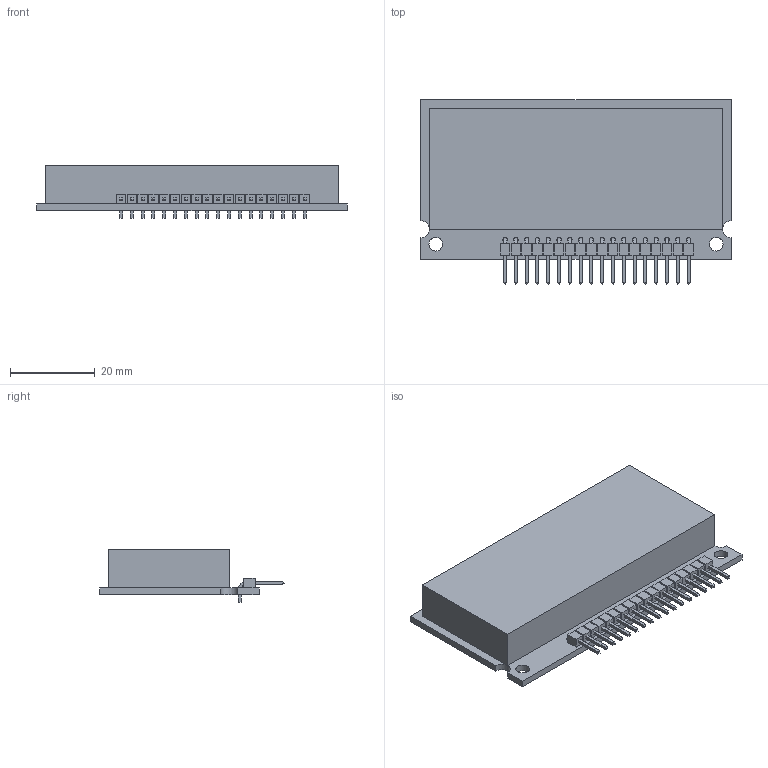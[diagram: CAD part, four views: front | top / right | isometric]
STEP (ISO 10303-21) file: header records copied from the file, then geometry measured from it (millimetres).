
FILE_DESCRIPTION(/* description */ ('Alibre Inc.'),/* implementation_level */ '2;1');
FILE_NAME(/* name */ 'export0',/* time_stamp */ '2016-06-23T12:15:17+02:00',/* author */ (''),/* organization */ (''),/* preprocessor_version */ 'ST-DEVELOPER v14',/* originating_system */ 'Alibre',/* authorisation */ '');
FILE_SCHEMA (('AUTOMOTIVE_DESIGN'));
Length unit declared in the file: centimetre
Bounding box: 73 x 43.43 x 12.38 mm (x, y, z)
Volume: 22360.2 mm3; surface area: 12974.6 mm2
Topology: 38 solids, 38 shells, 396 faces, 870 edges, 550 vertices
Faces by surface type: plane 320, cylinder 76
Full cylindrical faces by diameter (mm): 1.016 x36, 3.2 x2
Entity records: 2554 total; most frequent: DIRECTION 439, CARTESIAN_POINT 394, ORIENTED_EDGE 304, AXIS2_PLACEMENT_3D 201, EDGE_LOOP 187, FACE_BOUND 187, EDGE_CURVE 152, VERTEX_POINT 125
